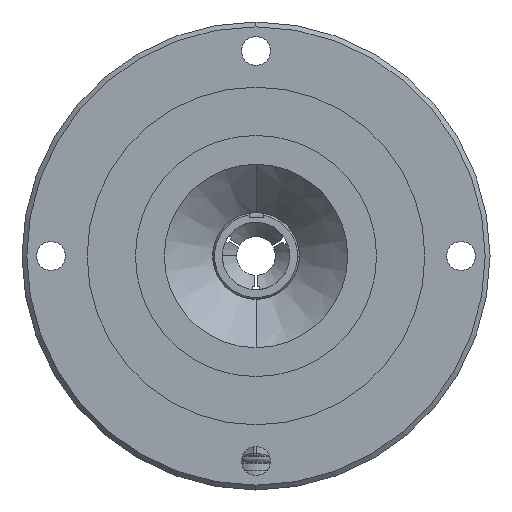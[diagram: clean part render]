
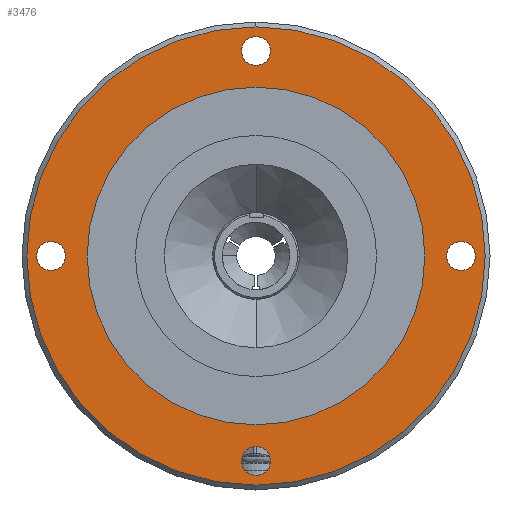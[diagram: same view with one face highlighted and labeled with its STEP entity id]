
A CAD part, left-side view. The second image highlights one B-rep face of the part: STEP entity #3476.
In plain terms, the highlighted planar face has unit normal (-1, 0, 0).
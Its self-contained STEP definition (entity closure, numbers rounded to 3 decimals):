
#41 = DIRECTION ( 'NONE',  ( 1., 0., 0. ) ) ;
#44 = AXIS2_PLACEMENT_3D ( 'NONE', #16672, #16476, #9991 ) ;
#165 = DIRECTION ( 'NONE',  ( 0., 1., 0. ) ) ;
#452 = AXIS2_PLACEMENT_3D ( 'NONE', #3597, #14344, #7726 ) ;
#563 = EDGE_LOOP ( 'NONE', ( #10662, #8849 ) ) ;
#867 = CIRCLE ( 'NONE', #4815, 35. ) ;
#870 = CARTESIAN_POINT ( 'NONE',  ( -125.804, 5.902, 0. ) ) ;
#1073 = CARTESIAN_POINT ( 'NONE',  ( -125.804, 40.902, -42.5 ) ) ;
#1159 = DIRECTION ( 'NONE',  ( 0., 0., -1. ) ) ;
#1239 = EDGE_LOOP ( 'NONE', ( #8529, #7026 ) ) ;
#1605 = VERTEX_POINT ( 'NONE', #16086 ) ;
#1687 = DIRECTION ( 'NONE',  ( 1., 0., 0. ) ) ;
#2141 = AXIS2_PLACEMENT_3D ( 'NONE', #13528, #16341, #165 ) ;
#2163 = AXIS2_PLACEMENT_3D ( 'NONE', #9432, #2932, #6700 ) ;
#2177 = EDGE_LOOP ( 'NONE', ( #13810, #11065 ) ) ;
#2377 = AXIS2_PLACEMENT_3D ( 'NONE', #1073, #41, #16048 ) ;
#2503 = DIRECTION ( 'NONE',  ( 0., 0., 1. ) ) ;
#2656 = DIRECTION ( 'NONE',  ( 1., 0., 0. ) ) ;
#2755 = CARTESIAN_POINT ( 'NONE',  ( -125.804, 40.902, 47.5 ) ) ;
#2858 = EDGE_CURVE ( 'NONE', #9620, #15781, #11296, .T. ) ;
#2932 = DIRECTION ( 'NONE',  ( 1., 0., 0. ) ) ;
#2989 = EDGE_LOOP ( 'NONE', ( #16558, #11264 ) ) ;
#3177 = EDGE_CURVE ( 'NONE', #4786, #7725, #6773, .T. ) ;
#3476 = ADVANCED_FACE ( 'NONE', ( #16286, #15072, #13637, #4148, #12229, #16131 ), #13560, .F. ) ;
#3597 = CARTESIAN_POINT ( 'NONE',  ( -125.804, 40.902, 42.5 ) ) ;
#3812 = DIRECTION ( 'NONE',  ( 1., 0., 0. ) ) ;
#3879 = VERTEX_POINT ( 'NONE', #5181 ) ;
#4148 = FACE_BOUND ( 'NONE', #11708, .T. ) ;
#4285 = CARTESIAN_POINT ( 'NONE',  ( -125.804, 40.902, -39.5 ) ) ;
#4550 = ORIENTED_EDGE ( 'NONE', *, *, #16618, .T. ) ;
#4602 = DIRECTION ( 'NONE',  ( 0., 0., 1. ) ) ;
#4626 = EDGE_CURVE ( 'NONE', #7725, #4786, #7554, .T. ) ;
#4786 = VERTEX_POINT ( 'NONE', #6991 ) ;
#4815 = AXIS2_PLACEMENT_3D ( 'NONE', #16519, #16620, #5883 ) ;
#5079 = VERTEX_POINT ( 'NONE', #10688 ) ;
#5181 = CARTESIAN_POINT ( 'NONE',  ( -125.804, 75.902, 0. ) ) ;
#5653 = CIRCLE ( 'NONE', #15505, 3. ) ;
#5776 = EDGE_CURVE ( 'NONE', #5079, #12788, #5653, .T. ) ;
#5817 = AXIS2_PLACEMENT_3D ( 'NONE', #16510, #11400, #9842 ) ;
#5827 = CIRCLE ( 'NONE', #2163, 3. ) ;
#5839 = ORIENTED_EDGE ( 'NONE', *, *, #3177, .F. ) ;
#5878 = AXIS2_PLACEMENT_3D ( 'NONE', #15878, #3812, #2503 ) ;
#5883 = DIRECTION ( 'NONE',  ( 0., -1., 0. ) ) ;
#6118 = AXIS2_PLACEMENT_3D ( 'NONE', #10638, #9348, #14742 ) ;
#6340 = DIRECTION ( 'NONE',  ( 0., 0., -1. ) ) ;
#6362 = CARTESIAN_POINT ( 'NONE',  ( -125.804, 83.402, 3. ) ) ;
#6517 = CARTESIAN_POINT ( 'NONE',  ( -125.804, 83.402, 0. ) ) ;
#6584 = EDGE_CURVE ( 'NONE', #15781, #9620, #7708, .T. ) ;
#6700 = DIRECTION ( 'NONE',  ( 0., 1., 0. ) ) ;
#6773 = CIRCLE ( 'NONE', #8183, 47.5 ) ;
#6991 = CARTESIAN_POINT ( 'NONE',  ( -125.804, 40.902, -47.5 ) ) ;
#7026 = ORIENTED_EDGE ( 'NONE', *, *, #14582, .F. ) ;
#7488 = CIRCLE ( 'NONE', #2141, 3. ) ;
#7554 = CIRCLE ( 'NONE', #5878, 47.5 ) ;
#7582 = EDGE_CURVE ( 'NONE', #1605, #12212, #12526, .T. ) ;
#7685 = CARTESIAN_POINT ( 'NONE',  ( -125.804, 40.902, -45.5 ) ) ;
#7708 = CIRCLE ( 'NONE', #2377, 3. ) ;
#7725 = VERTEX_POINT ( 'NONE', #2755 ) ;
#7726 = DIRECTION ( 'NONE',  ( 0., 0., -1. ) ) ;
#8183 = AXIS2_PLACEMENT_3D ( 'NONE', #11064, #16706, #4602 ) ;
#8529 = ORIENTED_EDGE ( 'NONE', *, *, #13397, .F. ) ;
#8849 = ORIENTED_EDGE ( 'NONE', *, *, #7582, .T. ) ;
#9348 = DIRECTION ( 'NONE',  ( 1., 0., 0. ) ) ;
#9432 = CARTESIAN_POINT ( 'NONE',  ( -125.804, -1.598, 0. ) ) ;
#9609 = DIRECTION ( 'NONE',  ( 0., 0., -1. ) ) ;
#9620 = VERTEX_POINT ( 'NONE', #4285 ) ;
#9842 = DIRECTION ( 'NONE',  ( 0., 0., -1. ) ) ;
#9876 = CARTESIAN_POINT ( 'NONE',  ( -125.804, 40.902, 39.5 ) ) ;
#9885 = AXIS2_PLACEMENT_3D ( 'NONE', #16373, #1687, #9609 ) ;
#9991 = DIRECTION ( 'NONE',  ( 0., -1., 0. ) ) ;
#10386 = CARTESIAN_POINT ( 'NONE',  ( -125.804, 40.902, -42.5 ) ) ;
#10584 = ORIENTED_EDGE ( 'NONE', *, *, #16117, .T. ) ;
#10638 = CARTESIAN_POINT ( 'NONE',  ( -125.804, 88.402, 0. ) ) ;
#10662 = ORIENTED_EDGE ( 'NONE', *, *, #11418, .T. ) ;
#10688 = CARTESIAN_POINT ( 'NONE',  ( -125.804, 83.402, -3. ) ) ;
#11064 = CARTESIAN_POINT ( 'NONE',  ( -125.804, 40.902, 0. ) ) ;
#11065 = ORIENTED_EDGE ( 'NONE', *, *, #16203, .T. ) ;
#11264 = ORIENTED_EDGE ( 'NONE', *, *, #2858, .T. ) ;
#11296 = CIRCLE ( 'NONE', #13538, 3. ) ;
#11400 = DIRECTION ( 'NONE',  ( 1., 0., 0. ) ) ;
#11418 = EDGE_CURVE ( 'NONE', #12212, #1605, #12405, .T. ) ;
#11624 = DIRECTION ( 'NONE',  ( 1., 0., 0. ) ) ;
#11708 = EDGE_LOOP ( 'NONE', ( #10584, #4550 ) ) ;
#12212 = VERTEX_POINT ( 'NONE', #9876 ) ;
#12229 = FACE_BOUND ( 'NONE', #2989, .T. ) ;
#12405 = CIRCLE ( 'NONE', #9885, 3. ) ;
#12482 = CARTESIAN_POINT ( 'NONE',  ( -125.804, -4.598, 0. ) ) ;
#12526 = CIRCLE ( 'NONE', #452, 3. ) ;
#12788 = VERTEX_POINT ( 'NONE', #6362 ) ;
#13102 = CIRCLE ( 'NONE', #5817, 3. ) ;
#13397 = EDGE_CURVE ( 'NONE', #13552, #3879, #867, .T. ) ;
#13410 = EDGE_LOOP ( 'NONE', ( #15699, #5839 ) ) ;
#13528 = CARTESIAN_POINT ( 'NONE',  ( -125.804, -1.598, 0. ) ) ;
#13538 = AXIS2_PLACEMENT_3D ( 'NONE', #10386, #11624, #6340 ) ;
#13552 = VERTEX_POINT ( 'NONE', #870 ) ;
#13560 = PLANE ( 'NONE',  #6118 ) ;
#13637 = FACE_BOUND ( 'NONE', #563, .T. ) ;
#13810 = ORIENTED_EDGE ( 'NONE', *, *, #5776, .T. ) ;
#14344 = DIRECTION ( 'NONE',  ( 1., 0., 0. ) ) ;
#14582 = EDGE_CURVE ( 'NONE', #3879, #13552, #15225, .T. ) ;
#14727 = CARTESIAN_POINT ( 'NONE',  ( -125.804, 1.402, 0. ) ) ;
#14728 = VERTEX_POINT ( 'NONE', #14727 ) ;
#14742 = DIRECTION ( 'NONE',  ( 0., 1., 0. ) ) ;
#15044 = VERTEX_POINT ( 'NONE', #12482 ) ;
#15072 = FACE_BOUND ( 'NONE', #2177, .T. ) ;
#15225 = CIRCLE ( 'NONE', #44, 35. ) ;
#15505 = AXIS2_PLACEMENT_3D ( 'NONE', #6517, #2656, #1159 ) ;
#15699 = ORIENTED_EDGE ( 'NONE', *, *, #4626, .F. ) ;
#15781 = VERTEX_POINT ( 'NONE', #7685 ) ;
#15878 = CARTESIAN_POINT ( 'NONE',  ( -125.804, 40.902, 0. ) ) ;
#16048 = DIRECTION ( 'NONE',  ( 0., 0., -1. ) ) ;
#16086 = CARTESIAN_POINT ( 'NONE',  ( -125.804, 40.902, 45.5 ) ) ;
#16117 = EDGE_CURVE ( 'NONE', #14728, #15044, #7488, .T. ) ;
#16131 = FACE_BOUND ( 'NONE', #1239, .T. ) ;
#16203 = EDGE_CURVE ( 'NONE', #12788, #5079, #13102, .T. ) ;
#16286 = FACE_OUTER_BOUND ( 'NONE', #13410, .T. ) ;
#16341 = DIRECTION ( 'NONE',  ( 1., 0., 0. ) ) ;
#16373 = CARTESIAN_POINT ( 'NONE',  ( -125.804, 40.902, 42.5 ) ) ;
#16476 = DIRECTION ( 'NONE',  ( -1., 0., 0. ) ) ;
#16510 = CARTESIAN_POINT ( 'NONE',  ( -125.804, 83.402, 0. ) ) ;
#16519 = CARTESIAN_POINT ( 'NONE',  ( -125.804, 40.902, 0. ) ) ;
#16558 = ORIENTED_EDGE ( 'NONE', *, *, #6584, .T. ) ;
#16618 = EDGE_CURVE ( 'NONE', #15044, #14728, #5827, .T. ) ;
#16620 = DIRECTION ( 'NONE',  ( -1., 0., 0. ) ) ;
#16672 = CARTESIAN_POINT ( 'NONE',  ( -125.804, 40.902, 0. ) ) ;
#16706 = DIRECTION ( 'NONE',  ( 1., 0., 0. ) ) ;
